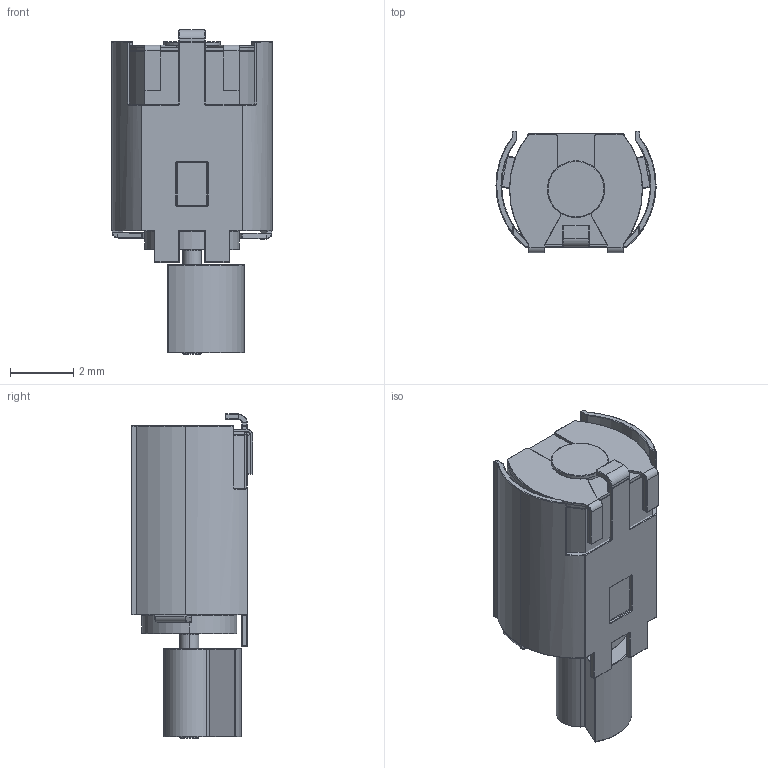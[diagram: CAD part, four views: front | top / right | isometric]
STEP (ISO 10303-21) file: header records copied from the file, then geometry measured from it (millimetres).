
FILE_DESCRIPTION (( 'STEP AP214' ), '1' );
FILE_NAME ('3610峚倰鎮湛.STEP', '2023-04-11T15:42:02', ( '' ), ( '' ), 'SwSTEP 2.0', 'SolidWorks 2023', '' );
FILE_SCHEMA (( 'AUTOMOTIVE_DESIGN' ));
Length unit declared in the file: millimetre
Products named in the file (4): 金属外壳; 马达本体; 3610微型马达; 转子
Assembly tree (3 placements, depth 2):
  3610微型马达
    马达本体
    转子
    金属外壳
Bounding box: 5.07 x 3.86 x 10.27 mm (x, y, z)
Volume: 107.9 mm3; surface area: 350.5 mm2
Topology: 10 solids, 10 shells, 568 faces, 1267 edges, 654 vertices
Faces by surface type: cylinder 244, plane 134, torus 112, sphere 74, bspline 4
Entity records: 21645 total; most frequent: DIRECTION 2958, CARTESIAN_POINT 2846, ORIENTED_EDGE 2388, AXIS2_PLACEMENT_3D 1222, EDGE_CURVE 1194, CIRCLE 652, VERTEX_POINT 650, UNCERTAINTY_MEASURE_WITH_UNIT 578
